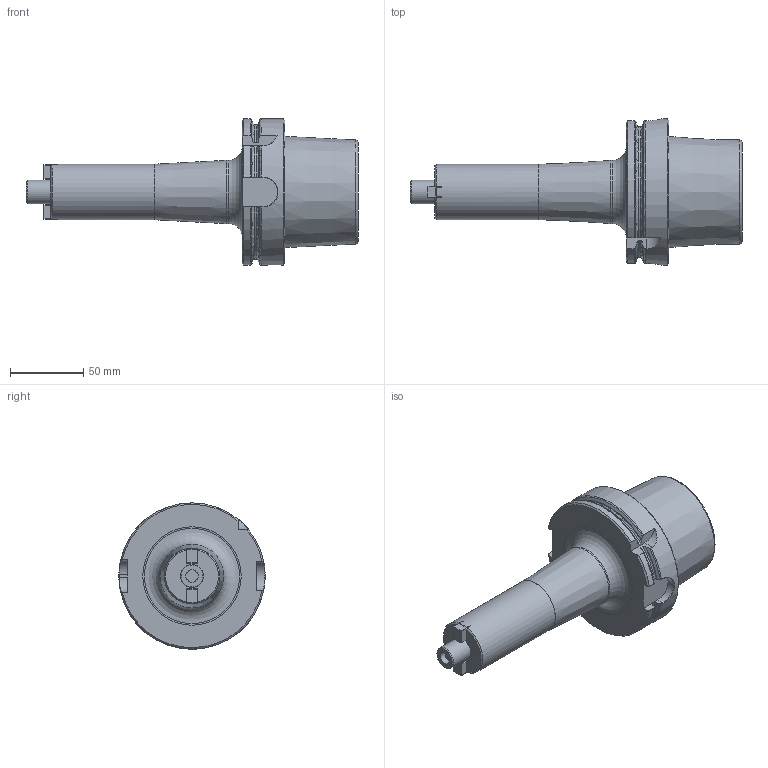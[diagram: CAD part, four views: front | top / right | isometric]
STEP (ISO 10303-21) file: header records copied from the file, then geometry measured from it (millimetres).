
FILE_DESCRIPTION(/* description */ (''),/* implementation_level */ '2;1');
FILE_NAME(/* name */ 'AHSKA100-FM-16-160.stp',/* time_stamp */ '2024-12-17T16:20:32+03:00',/* author */ (''),/* organization */ (''),/* preprocessor_version */ 'ST-DEVELOPER v19.4',/* originating_system */ 'SIEMENS PLM Software NX2306.5001',/* authorisation */ '');
FILE_SCHEMA (('AUTOMOTIVE_DESIGN { 1 0 10303 214 3 1 1 1 }'));
Length unit declared in the file: millimetre
Products named in the file (1): AHSKA100-FM-16-160-lıght_objects
Bounding box: 227 x 100 x 100 mm (x, y, z)
Volume: 596141.7 mm3; surface area: 53531.3 mm2
Topology: 1 solids, 1 shells, 129 faces, 325 edges, 202 vertices
Faces by surface type: plane 72, cone 22, cylinder 16, torus 16, bspline 3
Full cylindrical faces by diameter (mm): 8.5 x1, 10 x1, 16 x1, 38 x1, 43.3 x1, 100 x1
Entity records: 4249 total; most frequent: CARTESIAN_POINT 1340, ORIENTED_EDGE 600, DIRECTION 555, EDGE_CURVE 300, AXIS2_PLACEMENT_3D 205, VERTEX_POINT 197, EDGE_LOOP 152, LINE 145
